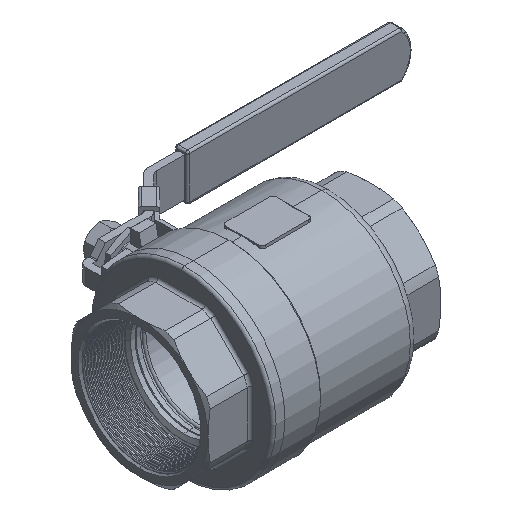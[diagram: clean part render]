
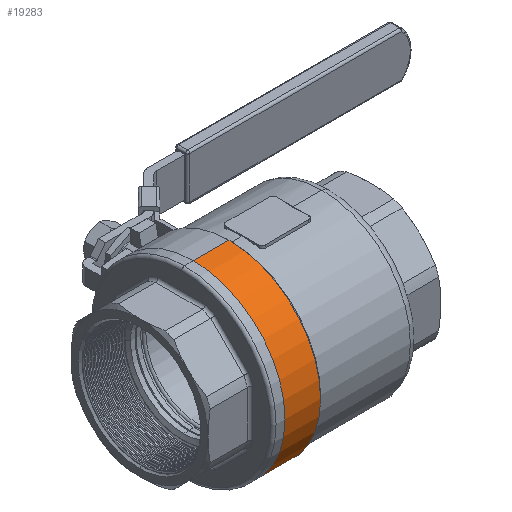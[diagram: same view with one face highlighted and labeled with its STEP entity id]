
A CAD part, isometric view. The second image highlights one B-rep face of the part: STEP entity #19283.
In plain terms, the highlighted cylindrical face has radius 65.25 mm (diameter 130.5 mm), a partial arc.
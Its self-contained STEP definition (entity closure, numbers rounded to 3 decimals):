
#1971 = DIRECTION ( 'NONE',  ( -1., 0., 0. ) ) ;
#4421 = ORIENTED_EDGE ( 'NONE', *, *, #38677, .F. ) ;
#8980 = LINE ( 'NONE', #66096, #61223 ) ;
#9827 = CARTESIAN_POINT ( 'NONE',  ( -92.318, 0., 0. ) ) ;
#13887 = VERTEX_POINT ( 'NONE', #63686 ) ;
#14158 = CARTESIAN_POINT ( 'NONE',  ( -82.997, 0., 0. ) ) ;
#16765 = CIRCLE ( 'NONE', #38548, 65.25 ) ;
#16953 = CARTESIAN_POINT ( 'NONE',  ( -57.697, 0., 65.25 ) ) ;
#18310 = AXIS2_PLACEMENT_3D ( 'NONE', #9827, #72073, #39535 ) ;
#19283 = ADVANCED_FACE ( 'NONE', ( #57457 ), #25012, .T. ) ;
#19946 = DIRECTION ( 'NONE',  ( 0., 0., 1. ) ) ;
#25012 = CYLINDRICAL_SURFACE ( 'NONE', #18310, 65.25 ) ;
#32476 = LINE ( 'NONE', #65890, #66727 ) ;
#36382 = CIRCLE ( 'NONE', #59388, 65.25 ) ;
#37112 = CARTESIAN_POINT ( 'NONE',  ( -82.997, 0., -65.25 ) ) ;
#37445 = EDGE_CURVE ( 'NONE', #13887, #54173, #16765, .T. ) ;
#37574 = DIRECTION ( 'NONE',  ( 1., 0., 0. ) ) ;
#38548 = AXIS2_PLACEMENT_3D ( 'NONE', #14158, #37574, #19946 ) ;
#38677 = EDGE_CURVE ( 'NONE', #49915, #67038, #36382, .T. ) ;
#39535 = DIRECTION ( 'NONE',  ( 0., 0., 1. ) ) ;
#40423 = CARTESIAN_POINT ( 'NONE',  ( -57.697, 0., -65.25 ) ) ;
#41044 = ORIENTED_EDGE ( 'NONE', *, *, #41650, .F. ) ;
#41650 = EDGE_CURVE ( 'NONE', #67038, #54173, #8980, .T. ) ;
#42823 = DIRECTION ( 'NONE',  ( 0., 0., 1. ) ) ;
#43402 = DIRECTION ( 'NONE',  ( -1., 0., 0. ) ) ;
#49915 = VERTEX_POINT ( 'NONE', #16953 ) ;
#51381 = ORIENTED_EDGE ( 'NONE', *, *, #37445, .T. ) ;
#54173 = VERTEX_POINT ( 'NONE', #37112 ) ;
#57457 = FACE_OUTER_BOUND ( 'NONE', #74310, .T. ) ;
#57969 = ORIENTED_EDGE ( 'NONE', *, *, #74131, .T. ) ;
#59388 = AXIS2_PLACEMENT_3D ( 'NONE', #71559, #60944, #42823 ) ;
#60944 = DIRECTION ( 'NONE',  ( 1., 0., 0. ) ) ;
#61223 = VECTOR ( 'NONE', #43402, 1000. ) ;
#63686 = CARTESIAN_POINT ( 'NONE',  ( -82.997, 0., 65.25 ) ) ;
#65890 = CARTESIAN_POINT ( 'NONE',  ( -92.318, 0., 65.25 ) ) ;
#66096 = CARTESIAN_POINT ( 'NONE',  ( -92.318, 0., -65.25 ) ) ;
#66727 = VECTOR ( 'NONE', #1971, 1000. ) ;
#67038 = VERTEX_POINT ( 'NONE', #40423 ) ;
#71559 = CARTESIAN_POINT ( 'NONE',  ( -57.697, 0., 0. ) ) ;
#72073 = DIRECTION ( 'NONE',  ( -1., 0., 0. ) ) ;
#74131 = EDGE_CURVE ( 'NONE', #49915, #13887, #32476, .T. ) ;
#74310 = EDGE_LOOP ( 'NONE', ( #41044, #4421, #57969, #51381 ) ) ;
